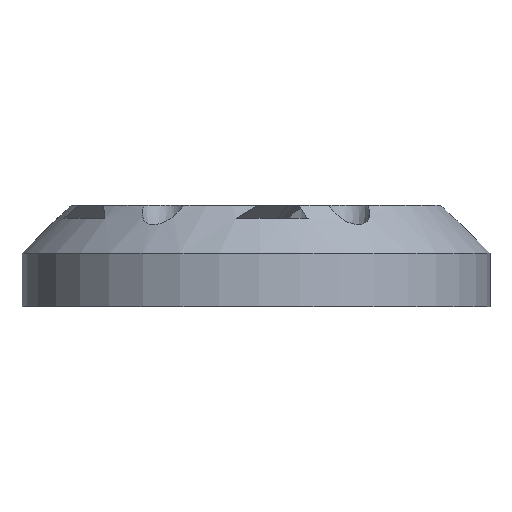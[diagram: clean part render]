
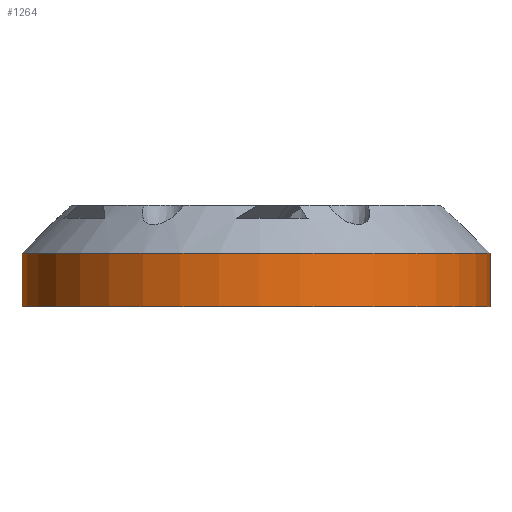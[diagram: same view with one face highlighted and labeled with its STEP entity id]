
A CAD part, front view. The second image highlights one B-rep face of the part: STEP entity #1264.
In plain terms, the highlighted cylindrical face has radius 22 mm (diameter 44 mm), a partial arc.
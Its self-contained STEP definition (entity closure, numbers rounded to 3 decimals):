
#115 = VERTEX_POINT('',#116);
#116 = CARTESIAN_POINT('',(22.,0.,10.5));
#132 = VERTEX_POINT('',#133);
#133 = CARTESIAN_POINT('',(-1.,21.977,10.5));
#140 = EDGE_CURVE('',#115,#132,#141,.T.);
#141 = CIRCLE('',#142,22.);
#142 = AXIS2_PLACEMENT_3D('',#143,#144,#145);
#143 = CARTESIAN_POINT('',(0.,0.,10.5));
#144 = DIRECTION('',(0.,0.,-1.));
#145 = DIRECTION('',(1.,0.,0.));
#1264 = ADVANCED_FACE('',(#1265),#1291,.T.);
#1265 = FACE_BOUND('',#1266,.F.);
#1266 = EDGE_LOOP('',(#1267,#1275,#1284,#1290));
#1267 = ORIENTED_EDGE('',*,*,#1268,.F.);
#1268 = EDGE_CURVE('',#1269,#115,#1271,.T.);
#1269 = VERTEX_POINT('',#1270);
#1270 = CARTESIAN_POINT('',(22.,0.,5.5));
#1271 = LINE('',#1272,#1273);
#1272 = CARTESIAN_POINT('',(22.,0.,5.5));
#1273 = VECTOR('',#1274,1.);
#1274 = DIRECTION('',(0.,0.,1.));
#1275 = ORIENTED_EDGE('',*,*,#1276,.T.);
#1276 = EDGE_CURVE('',#1269,#1277,#1279,.T.);
#1277 = VERTEX_POINT('',#1278);
#1278 = CARTESIAN_POINT('',(-1.,21.977,5.5));
#1279 = CIRCLE('',#1280,22.);
#1280 = AXIS2_PLACEMENT_3D('',#1281,#1282,#1283);
#1281 = CARTESIAN_POINT('',(0.,0.,5.5));
#1282 = DIRECTION('',(0.,0.,-1.));
#1283 = DIRECTION('',(1.,0.,0.));
#1284 = ORIENTED_EDGE('',*,*,#1285,.T.);
#1285 = EDGE_CURVE('',#1277,#132,#1286,.T.);
#1286 = LINE('',#1287,#1288);
#1287 = CARTESIAN_POINT('',(-1.,21.977,5.5));
#1288 = VECTOR('',#1289,1.);
#1289 = DIRECTION('',(0.,0.,1.));
#1290 = ORIENTED_EDGE('',*,*,#140,.F.);
#1291 = CYLINDRICAL_SURFACE('',#1292,22.);
#1292 = AXIS2_PLACEMENT_3D('',#1293,#1294,#1295);
#1293 = CARTESIAN_POINT('',(0.,0.,5.5));
#1294 = DIRECTION('',(0.,0.,1.));
#1295 = DIRECTION('',(1.,0.,0.));
